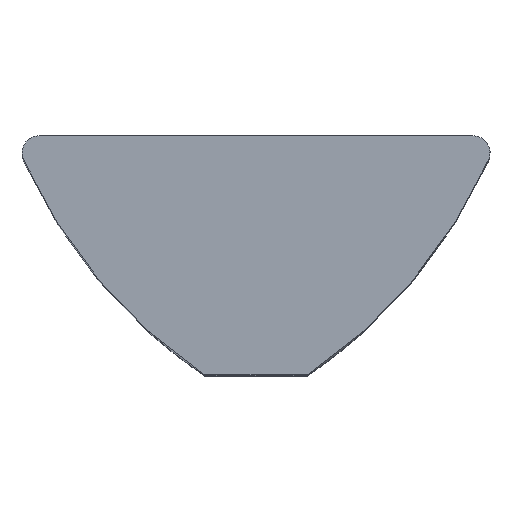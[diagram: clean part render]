
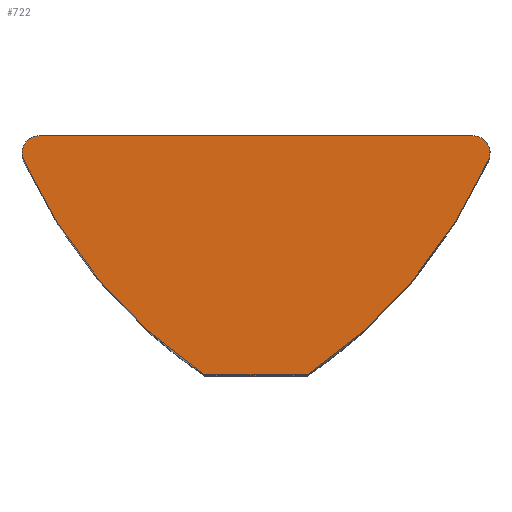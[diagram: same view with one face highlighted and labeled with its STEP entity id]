
A CAD part, top view. The second image highlights one B-rep face of the part: STEP entity #722.
In plain terms, the highlighted planar face has unit normal (0, 0, 1).
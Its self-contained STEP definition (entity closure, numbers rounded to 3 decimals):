
#44 = DIRECTION ( 'NONE',  ( -1., 0., 0. ) ) ;
#48 = DIRECTION ( 'NONE',  ( 0., 0., -1. ) ) ;
#49 = CARTESIAN_POINT ( 'NONE',  ( -6.35, -0.5, 11. ) ) ;
#67 = EDGE_CURVE ( 'NONE', #687, #207, #571, .T. ) ;
#92 = EDGE_CURVE ( 'NONE', #751, #390, #518, .T. ) ;
#104 = AXIS2_PLACEMENT_3D ( 'NONE', #194, #193, #189 ) ;
#110 = DIRECTION ( 'NONE',  ( -1., 0., 0. ) ) ;
#112 = DIRECTION ( 'NONE',  ( 0., 0., -1. ) ) ;
#113 = CARTESIAN_POINT ( 'NONE',  ( -6.876, 5.444, 11. ) ) ;
#124 = EDGE_CURVE ( 'NONE', #691, #687, #783, .T. ) ;
#158 = CIRCLE ( 'NONE', #679, 0.5 ) ;
#189 = DIRECTION ( 'NONE',  ( -1., 0., 0. ) ) ;
#193 = DIRECTION ( 'NONE',  ( 0., 0., -1. ) ) ;
#194 = CARTESIAN_POINT ( 'NONE',  ( 6.35, -0.5, 11. ) ) ;
#207 = VERTEX_POINT ( 'NONE', #690 ) ;
#234 = ORIENTED_EDGE ( 'NONE', *, *, #472, .F. ) ;
#246 = CARTESIAN_POINT ( 'NONE',  ( 6.35, 0., 11. ) ) ;
#261 = DIRECTION ( 'NONE',  ( -1., 0., 0. ) ) ;
#264 = DIRECTION ( 'NONE',  ( 0., 0., -1. ) ) ;
#273 = CARTESIAN_POINT ( 'NONE',  ( 6.806, -0.705, 11. ) ) ;
#274 = PLANE ( 'NONE',  #387 ) ;
#278 = CARTESIAN_POINT ( 'NONE',  ( 6.35, -0.5, 11. ) ) ;
#282 = VECTOR ( 'NONE', #552, 1000. ) ;
#283 = ORIENTED_EDGE ( 'NONE', *, *, #517, .F. ) ;
#291 = EDGE_LOOP ( 'NONE', ( #814, #507, #283, #608, #573, #234, #782 ) ) ;
#296 = CARTESIAN_POINT ( 'NONE',  ( -1.5, -7., 11. ) ) ;
#309 = CARTESIAN_POINT ( 'NONE',  ( 1.5, -7., 11. ) ) ;
#311 = DIRECTION ( 'NONE',  ( -1., 0., 0. ) ) ;
#312 = DIRECTION ( 'NONE',  ( 0., 0., -1. ) ) ;
#313 = CARTESIAN_POINT ( 'NONE',  ( -6.35, -0.5, 11. ) ) ;
#315 = VERTEX_POINT ( 'NONE', #424 ) ;
#373 = CIRCLE ( 'NONE', #104, 0.5 ) ;
#384 = VERTEX_POINT ( 'NONE', #273 ) ;
#387 = AXIS2_PLACEMENT_3D ( 'NONE', #278, #264, #261 ) ;
#390 = VERTEX_POINT ( 'NONE', #479 ) ;
#400 = AXIS2_PLACEMENT_3D ( 'NONE', #476, #623, #617 ) ;
#420 = FACE_OUTER_BOUND ( 'NONE', #291, .T. ) ;
#424 = CARTESIAN_POINT ( 'NONE',  ( -6.85, -0.5, 11. ) ) ;
#472 = EDGE_CURVE ( 'NONE', #384, #691, #701, .T. ) ;
#476 = CARTESIAN_POINT ( 'NONE',  ( 6.876, 5.444, 11. ) ) ;
#479 = CARTESIAN_POINT ( 'NONE',  ( -6.35, 0., 11. ) ) ;
#507 = ORIENTED_EDGE ( 'NONE', *, *, #666, .F. ) ;
#511 = VECTOR ( 'NONE', #569, 1000. ) ;
#517 = EDGE_CURVE ( 'NONE', #207, #315, #709, .T. ) ;
#518 = LINE ( 'NONE', #644, #282 ) ;
#552 = DIRECTION ( 'NONE',  ( -1., 0., 0. ) ) ;
#562 = CARTESIAN_POINT ( 'NONE',  ( 6.35, -7., 11. ) ) ;
#569 = DIRECTION ( 'NONE',  ( -1., 0., 0. ) ) ;
#571 = CIRCLE ( 'NONE', #400, 15. ) ;
#573 = ORIENTED_EDGE ( 'NONE', *, *, #124, .F. ) ;
#579 = AXIS2_PLACEMENT_3D ( 'NONE', #113, #112, #110 ) ;
#604 = AXIS2_PLACEMENT_3D ( 'NONE', #49, #48, #44 ) ;
#608 = ORIENTED_EDGE ( 'NONE', *, *, #67, .F. ) ;
#617 = DIRECTION ( 'NONE',  ( -1., 0., 0. ) ) ;
#623 = DIRECTION ( 'NONE',  ( 0., 0., -1. ) ) ;
#644 = CARTESIAN_POINT ( 'NONE',  ( 6.35, 0., 11. ) ) ;
#666 = EDGE_CURVE ( 'NONE', #315, #390, #158, .T. ) ;
#679 = AXIS2_PLACEMENT_3D ( 'NONE', #313, #312, #311 ) ;
#687 = VERTEX_POINT ( 'NONE', #296 ) ;
#690 = CARTESIAN_POINT ( 'NONE',  ( -6.806, -0.705, 11. ) ) ;
#691 = VERTEX_POINT ( 'NONE', #309 ) ;
#701 = CIRCLE ( 'NONE', #579, 15. ) ;
#709 = CIRCLE ( 'NONE', #604, 0.5 ) ;
#722 = ADVANCED_FACE ( 'NONE', ( #420 ), #274, .F. ) ;
#751 = VERTEX_POINT ( 'NONE', #246 ) ;
#782 = ORIENTED_EDGE ( 'NONE', *, *, #821, .F. ) ;
#783 = LINE ( 'NONE', #562, #511 ) ;
#814 = ORIENTED_EDGE ( 'NONE', *, *, #92, .T. ) ;
#821 = EDGE_CURVE ( 'NONE', #751, #384, #373, .T. ) ;
